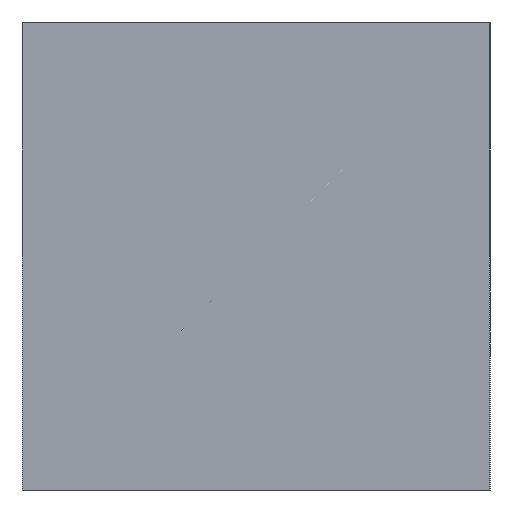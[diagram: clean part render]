
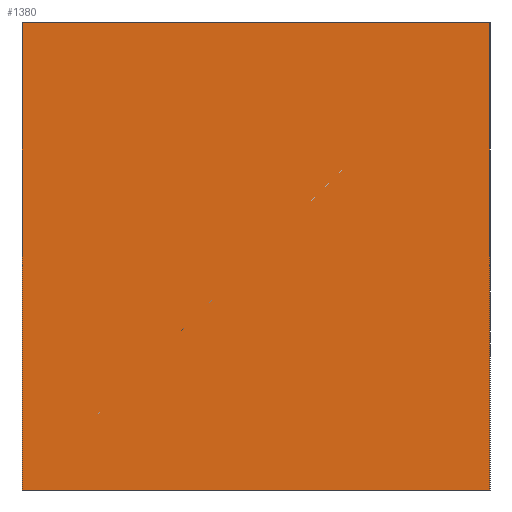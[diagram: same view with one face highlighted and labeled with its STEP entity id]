
A CAD part, left-side view. The second image highlights one B-rep face of the part: STEP entity #1380.
In plain terms, the highlighted planar face has unit normal (-1, 0, 0).
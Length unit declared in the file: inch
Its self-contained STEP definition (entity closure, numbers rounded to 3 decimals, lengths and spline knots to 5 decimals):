
#127=PLANE('',#1508);
#206=FACE_OUTER_BOUND('',#299,.T.);
#299=EDGE_LOOP('',(#1231,#1232,#1233,#1234));
#386=LINE('',#5051,#489);
#403=LINE('',#5090,#506);
#404=LINE('',#5093,#507);
#405=LINE('',#5094,#508);
#489=VECTOR('',#1791,0.3937);
#506=VECTOR('',#1832,0.3937);
#507=VECTOR('',#1835,0.3937);
#508=VECTOR('',#1836,0.3937);
#661=VERTEX_POINT('',#5048);
#662=VERTEX_POINT('',#5050);
#672=VERTEX_POINT('',#5088);
#673=VERTEX_POINT('',#5092);
#844=EDGE_CURVE('',#661,#662,#386,.T.);
#864=EDGE_CURVE('',#661,#672,#403,.T.);
#865=EDGE_CURVE('',#673,#672,#404,.T.);
#866=EDGE_CURVE('',#662,#673,#405,.T.);
#1231=ORIENTED_EDGE('',*,*,#864,.T.);
#1232=ORIENTED_EDGE('',*,*,#865,.F.);
#1233=ORIENTED_EDGE('',*,*,#866,.F.);
#1234=ORIENTED_EDGE('',*,*,#844,.F.);
#1380=ADVANCED_FACE('',(#206),#127,.T.);
#1508=AXIS2_PLACEMENT_3D('',#5091,#1833,#1834);
#1791=DIRECTION('',(0.,1.,0.));
#1832=DIRECTION('',(0.,0.,1.));
#1833=DIRECTION('center_axis',(-1.,0.,0.));
#1834=DIRECTION('ref_axis',(0.,-1.,0.));
#1835=DIRECTION('',(0.,-1.,0.));
#1836=DIRECTION('',(0.,0.,1.));
#5048=CARTESIAN_POINT('',(-2.55906,-0.625,-0.625));
#5050=CARTESIAN_POINT('',(-2.55906,0.625,-0.625));
#5051=CARTESIAN_POINT('',(-2.55906,-0.625,-0.625));
#5088=CARTESIAN_POINT('',(-2.55906,-0.625,0.625));
#5090=CARTESIAN_POINT('',(-2.55906,-0.625,0.));
#5091=CARTESIAN_POINT('Origin',(-2.55906,0.625,0.));
#5092=CARTESIAN_POINT('',(-2.55906,0.625,0.625));
#5093=CARTESIAN_POINT('',(-2.55906,-0.625,0.625));
#5094=CARTESIAN_POINT('',(-2.55906,0.625,0.));
